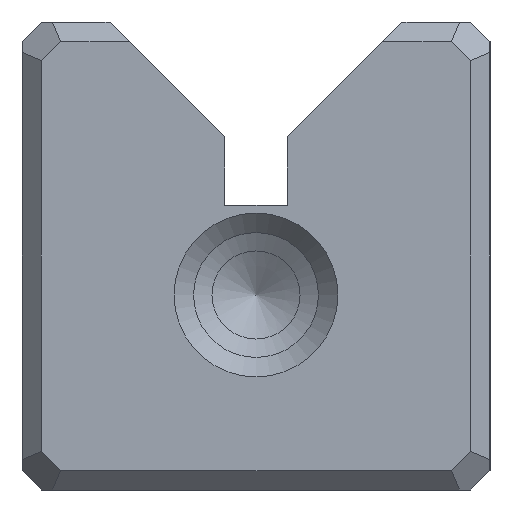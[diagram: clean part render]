
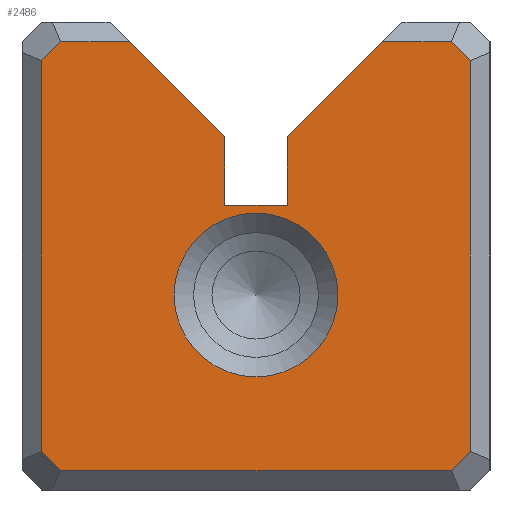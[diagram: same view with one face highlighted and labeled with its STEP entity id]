
A CAD part, left-side view. The second image highlights one B-rep face of the part: STEP entity #2486.
In plain terms, the highlighted planar face has unit normal (-1, 0, 0).
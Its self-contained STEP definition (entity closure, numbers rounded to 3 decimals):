
#2486=ADVANCED_FACE('',(#3447,#3448),#2891,.F.);
#2891=PLANE('',#9116);
#3146=CIRCLE('',#9115,2.1);
#3447=FACE_BOUND('',#3682,.T.);
#3448=FACE_BOUND('',#3683,.T.);
#3682=EDGE_LOOP('',(#4439));
#3683=EDGE_LOOP('',(#4440,#4441,#4442,#4443,#4444,#4445,#4446,#4447,#4448,
#4449,#4450,#4451,#4452,#4453));
#4439=ORIENTED_EDGE('',*,*,#7027,.T.);
#4440=ORIENTED_EDGE('',*,*,#7028,.T.);
#4441=ORIENTED_EDGE('',*,*,#7029,.T.);
#4442=ORIENTED_EDGE('',*,*,#7030,.F.);
#4443=ORIENTED_EDGE('',*,*,#7031,.F.);
#4444=ORIENTED_EDGE('',*,*,#7032,.F.);
#4445=ORIENTED_EDGE('',*,*,#7033,.F.);
#4446=ORIENTED_EDGE('',*,*,#7034,.F.);
#4447=ORIENTED_EDGE('',*,*,#7035,.T.);
#4448=ORIENTED_EDGE('',*,*,#7036,.T.);
#4449=ORIENTED_EDGE('',*,*,#7037,.T.);
#4450=ORIENTED_EDGE('',*,*,#7038,.T.);
#4451=ORIENTED_EDGE('',*,*,#7039,.T.);
#4452=ORIENTED_EDGE('',*,*,#7040,.T.);
#4453=ORIENTED_EDGE('',*,*,#7041,.T.);
#6355=VERTEX_POINT('',#11760);
#6356=VERTEX_POINT('',#11762);
#6357=VERTEX_POINT('',#11763);
#6358=VERTEX_POINT('',#11765);
#6359=VERTEX_POINT('',#11767);
#6360=VERTEX_POINT('',#11769);
#6361=VERTEX_POINT('',#11771);
#6362=VERTEX_POINT('',#11773);
#6363=VERTEX_POINT('',#11775);
#6364=VERTEX_POINT('',#11777);
#6365=VERTEX_POINT('',#11779);
#6366=VERTEX_POINT('',#11781);
#6367=VERTEX_POINT('',#11783);
#6368=VERTEX_POINT('',#11785);
#6369=VERTEX_POINT('',#11787);
#7027=EDGE_CURVE('',#6355,#6355,#3146,.T.);
#7028=EDGE_CURVE('',#6356,#6357,#7897,.T.);
#7029=EDGE_CURVE('',#6357,#6358,#7898,.T.);
#7030=EDGE_CURVE('',#6359,#6358,#7899,.T.);
#7031=EDGE_CURVE('',#6360,#6359,#7900,.T.);
#7032=EDGE_CURVE('',#6361,#6360,#7901,.T.);
#7033=EDGE_CURVE('',#6362,#6361,#7902,.T.);
#7034=EDGE_CURVE('',#6363,#6362,#7903,.T.);
#7035=EDGE_CURVE('',#6363,#6364,#7904,.T.);
#7036=EDGE_CURVE('',#6364,#6365,#7905,.T.);
#7037=EDGE_CURVE('',#6365,#6366,#7906,.T.);
#7038=EDGE_CURVE('',#6366,#6367,#7907,.T.);
#7039=EDGE_CURVE('',#6367,#6368,#7908,.T.);
#7040=EDGE_CURVE('',#6368,#6369,#7909,.T.);
#7041=EDGE_CURVE('',#6369,#6356,#7910,.T.);
#7897=LINE('',#11761,#8581);
#7898=LINE('',#11764,#8582);
#7899=LINE('',#11766,#8583);
#7900=LINE('',#11768,#8584);
#7901=LINE('',#11770,#8585);
#7902=LINE('',#11772,#8586);
#7903=LINE('',#11774,#8587);
#7904=LINE('',#11776,#8588);
#7905=LINE('',#11778,#8589);
#7906=LINE('',#11780,#8590);
#7907=LINE('',#11782,#8591);
#7908=LINE('',#11784,#8592);
#7909=LINE('',#11786,#8593);
#7910=LINE('',#11788,#8594);
#8581=VECTOR('',#9707,1.);
#8582=VECTOR('',#9708,1.);
#8583=VECTOR('',#9709,1.);
#8584=VECTOR('',#9710,1.);
#8585=VECTOR('',#9711,1.);
#8586=VECTOR('',#9712,1.);
#8587=VECTOR('',#9713,1.);
#8588=VECTOR('',#9714,1.);
#8589=VECTOR('',#9715,1.);
#8590=VECTOR('',#9716,1.);
#8591=VECTOR('',#9717,1.);
#8592=VECTOR('',#9718,1.);
#8593=VECTOR('',#9719,1.);
#8594=VECTOR('',#9720,1.);
#9115=AXIS2_PLACEMENT_3D('',#11759,#9705,#9706);
#9116=AXIS2_PLACEMENT_3D('',#11789,#9721,#9722);
#9705=DIRECTION('',(1.,0.,0.));
#9706=DIRECTION('',(0.,0.,-1.));
#9707=DIRECTION('',(0.,0.707,0.707));
#9708=DIRECTION('',(0.,1.,0.));
#9709=DIRECTION('',(0.,-0.707,0.707));
#9710=DIRECTION('',(0.,0.,1.));
#9711=DIRECTION('',(0.,-1.,0.));
#9712=DIRECTION('',(0.,0.,-1.));
#9713=DIRECTION('',(0.,-0.707,-0.707));
#9714=DIRECTION('',(0.,1.,0.));
#9715=DIRECTION('',(0.,0.707,-0.707));
#9716=DIRECTION('',(0.,0.,-1.));
#9717=DIRECTION('',(0.,-0.707,-0.707));
#9718=DIRECTION('',(0.,-1.,0.));
#9719=DIRECTION('',(0.,-0.707,0.707));
#9720=DIRECTION('',(0.,0.,1.));
#9721=DIRECTION('',(1.,0.,0.));
#9722=DIRECTION('',(0.,0.,1.));
#11759=CARTESIAN_POINT('',(-150.,0.,-1.));
#11760=CARTESIAN_POINT('',(-150.,0.,-3.1));
#11761=CARTESIAN_POINT('',(-150.,-5.255,5.255));
#11762=CARTESIAN_POINT('',(-150.,-5.5,5.01));
#11763=CARTESIAN_POINT('',(-150.,-5.01,5.5));
#11764=CARTESIAN_POINT('',(-150.,-3.743,5.5));
#11765=CARTESIAN_POINT('',(-150.,-3.243,5.5));
#11766=CARTESIAN_POINT('',(-150.,0.,2.257));
#11767=CARTESIAN_POINT('',(-150.,-0.8,3.057));
#11768=CARTESIAN_POINT('',(-150.,-0.8,1.3));
#11769=CARTESIAN_POINT('',(-150.,-0.8,1.3));
#11770=CARTESIAN_POINT('',(-150.,0.8,1.3));
#11771=CARTESIAN_POINT('',(-150.,0.8,1.3));
#11772=CARTESIAN_POINT('',(-150.,0.8,3.057));
#11773=CARTESIAN_POINT('',(-150.,0.8,3.057));
#11774=CARTESIAN_POINT('',(-150.,7.243,9.5));
#11775=CARTESIAN_POINT('',(-150.,3.243,5.5));
#11776=CARTESIAN_POINT('',(-150.,5.5,5.5));
#11777=CARTESIAN_POINT('',(-150.,5.01,5.5));
#11778=CARTESIAN_POINT('',(-150.,5.255,5.255));
#11779=CARTESIAN_POINT('',(-150.,5.5,5.01));
#11780=CARTESIAN_POINT('',(-150.,5.5,-5.5));
#11781=CARTESIAN_POINT('',(-150.,5.5,-5.01));
#11782=CARTESIAN_POINT('',(-150.,5.255,-5.255));
#11783=CARTESIAN_POINT('',(-150.,5.01,-5.5));
#11784=CARTESIAN_POINT('',(-150.,-5.5,-5.5));
#11785=CARTESIAN_POINT('',(-150.,-5.01,-5.5));
#11786=CARTESIAN_POINT('',(-150.,-5.255,-5.255));
#11787=CARTESIAN_POINT('',(-150.,-5.5,-5.01));
#11788=CARTESIAN_POINT('',(-150.,-5.5,5.5));
#11789=CARTESIAN_POINT('',(-150.,0.,0.));
